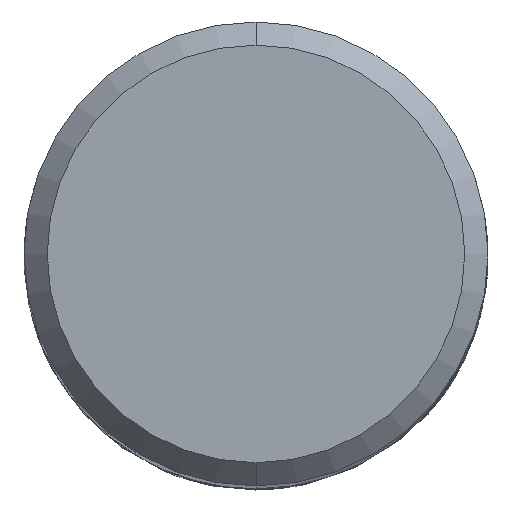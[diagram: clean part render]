
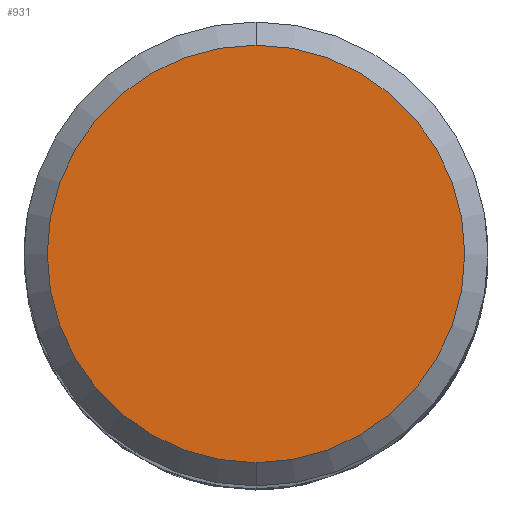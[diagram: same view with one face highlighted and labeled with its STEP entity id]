
A CAD part, top view. The second image highlights one B-rep face of the part: STEP entity #931.
In plain terms, the highlighted planar face has unit normal (0, 0, 1).
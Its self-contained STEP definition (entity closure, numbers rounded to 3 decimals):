
#549=VERTEX_POINT('',#1515);
#723=VERTEX_POINT('',#1702);
#931=ADVANCED_FACE('',(#1928),#1929,.T.);
#1127=EDGE_CURVE('',#723,#549,#2145,.T.);
#1431=EDGE_CURVE('',#549,#723,#2474,.T.);
#1515=CARTESIAN_POINT('',(0.,-7.2,0.0));
#1702=CARTESIAN_POINT('',(0.0,7.2,0.0));
#1928=FACE_OUTER_BOUND('',#7752,.T.);
#1929=PLANE('',#7753);
#2145=CIRCLE('',#10713,7.2);
#2474=CIRCLE('',#14796,7.2);
#7752=EDGE_LOOP('',(#16188,#16189));
#7753=AXIS2_PLACEMENT_3D('',#16190,#16191,#16192);
#10713=AXIS2_PLACEMENT_3D('',#16416,#16417,#16418);
#14796=AXIS2_PLACEMENT_3D('',#16752,#16753,#16754);
#16188=ORIENTED_EDGE('',*,*,#1127,.F.);
#16189=ORIENTED_EDGE('',*,*,#1431,.F.);
#16190=CARTESIAN_POINT('',(0.0,3.6,0.0));
#16191=DIRECTION('',(-0.0,0.0,1.0));
#16192=DIRECTION('',(0.0,-1.0,0.0));
#16416=CARTESIAN_POINT('',(0.0,0.0,0.0));
#16417=DIRECTION('',(0.0,0.0,-1.0));
#16418=DIRECTION('',(0.0,1.0,0.0));
#16752=CARTESIAN_POINT('',(0.0,0.0,0.0));
#16753=DIRECTION('',(0.0,0.0,-1.0));
#16754=DIRECTION('',(0.0,1.0,0.0));
